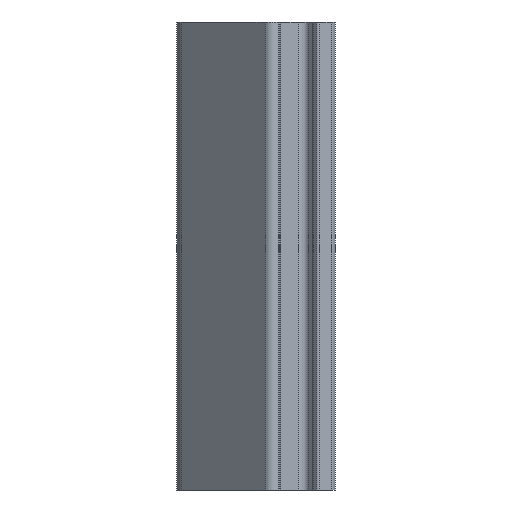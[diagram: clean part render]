
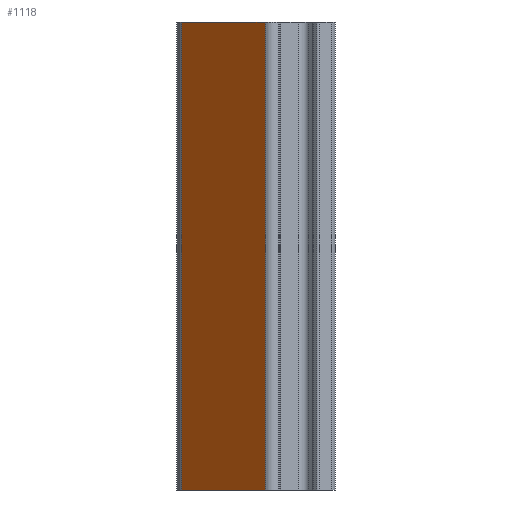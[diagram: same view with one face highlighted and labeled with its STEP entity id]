
A CAD part, left-side view. The second image highlights one B-rep face of the part: STEP entity #1118.
In plain terms, the highlighted planar face has unit normal (-0.707, 0.707, 0).
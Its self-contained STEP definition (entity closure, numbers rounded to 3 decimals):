
#145=FACE_OUTER_BOUND('',#203,.T.);
#203=EDGE_LOOP('',(#950,#951,#952,#953));
#304=LINE('',#1851,#415);
#312=LINE('',#1875,#423);
#313=LINE('',#1878,#424);
#314=LINE('',#1879,#425);
#415=VECTOR('',#1513,25.248);
#423=VECTOR('',#1535,100.);
#424=VECTOR('',#1538,25.248);
#425=VECTOR('',#1539,100.);
#528=VERTEX_POINT('',#1848);
#529=VERTEX_POINT('',#1850);
#538=VERTEX_POINT('',#1873);
#539=VERTEX_POINT('',#1877);
#681=EDGE_CURVE('',#528,#529,#304,.T.);
#694=EDGE_CURVE('',#528,#538,#312,.T.);
#695=EDGE_CURVE('',#538,#539,#313,.T.);
#696=EDGE_CURVE('',#529,#539,#314,.T.);
#950=ORIENTED_EDGE('',*,*,#695,.T.);
#951=ORIENTED_EDGE('',*,*,#696,.F.);
#952=ORIENTED_EDGE('',*,*,#681,.F.);
#953=ORIENTED_EDGE('',*,*,#694,.T.);
#1065=PLANE('',#1227);
#1118=ADVANCED_FACE('',(#145),#1065,.T.);
#1227=AXIS2_PLACEMENT_3D('',#1876,#1536,#1537);
#1513=DIRECTION('',(0.707,0.707,0.));
#1535=DIRECTION('',(0.,0.,1.));
#1536=DIRECTION('center_axis',(-0.707,0.707,0.));
#1537=DIRECTION('ref_axis',(-0.707,-0.707,0.));
#1538=DIRECTION('',(0.707,0.707,0.));
#1539=DIRECTION('',(0.,0.,1.));
#1848=CARTESIAN_POINT('',(-23.228,-8.378,0.));
#1850=CARTESIAN_POINT('',(-5.375,9.475,0.));
#1851=CARTESIAN_POINT('',(-7.945,6.904,0.));
#1873=CARTESIAN_POINT('',(-23.228,-8.378,100.));
#1875=CARTESIAN_POINT('',(-23.228,-8.378,0.));
#1876=CARTESIAN_POINT('Origin',(-5.375,9.475,0.));
#1877=CARTESIAN_POINT('',(-5.375,9.475,100.));
#1878=CARTESIAN_POINT('',(-7.945,6.904,100.));
#1879=CARTESIAN_POINT('',(-5.375,9.475,0.));
